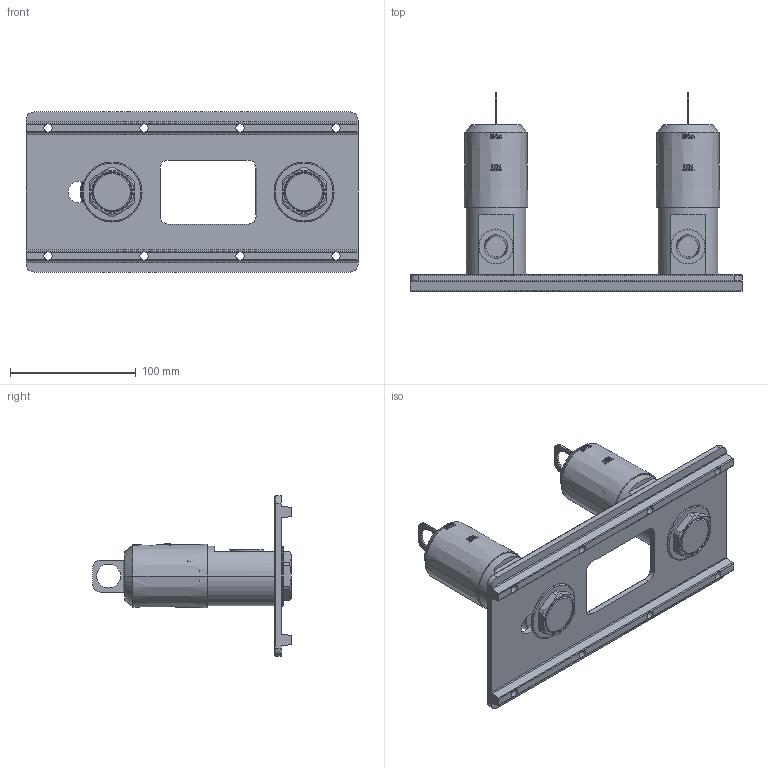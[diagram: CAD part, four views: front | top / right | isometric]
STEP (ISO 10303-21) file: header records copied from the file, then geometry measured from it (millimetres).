
FILE_DESCRIPTION((''),'2;1');
FILE_NAME('1-378_ASM','2025-04-21T20:17:00',('SwamiS'),(''),'CREO PARAMETRIC BY PTC INC, 2023134','CREO PARAMETRIC BY PTC INC, 2023134','');
FILE_SCHEMA(('CONFIG_CONTROL_DESIGN'));
Length unit declared in the file: inch
Products named in the file (6): 12785; 12786; 10174; 91720; 91732; 1-378_ASM
Assembly tree (9 placements, depth 2):
  1-378_ASM
    12785
    12786  x2
    10174  x2
    91720  x2
    91732  x2
Bounding box: 263.52 x 157.84 x 127 mm (x, y, z)
Volume: 406375.2 mm3; surface area: 164705.6 mm2
Topology: 9 solids, 9 shells, 989 faces, 2673 edges, 1746 vertices
Faces by surface type: plane 697, cylinder 132, cone 104, torus 32, bspline 24
Entity records: 26657 total; most frequent: CARTESIAN_POINT 7141, ORIENTED_EDGE 4194, DIRECTION 3752, EDGE_CURVE 2097, VECTOR 1600, LINE 1600, VERTEX_POINT 1375, AXIS2_PLACEMENT_3D 1076
